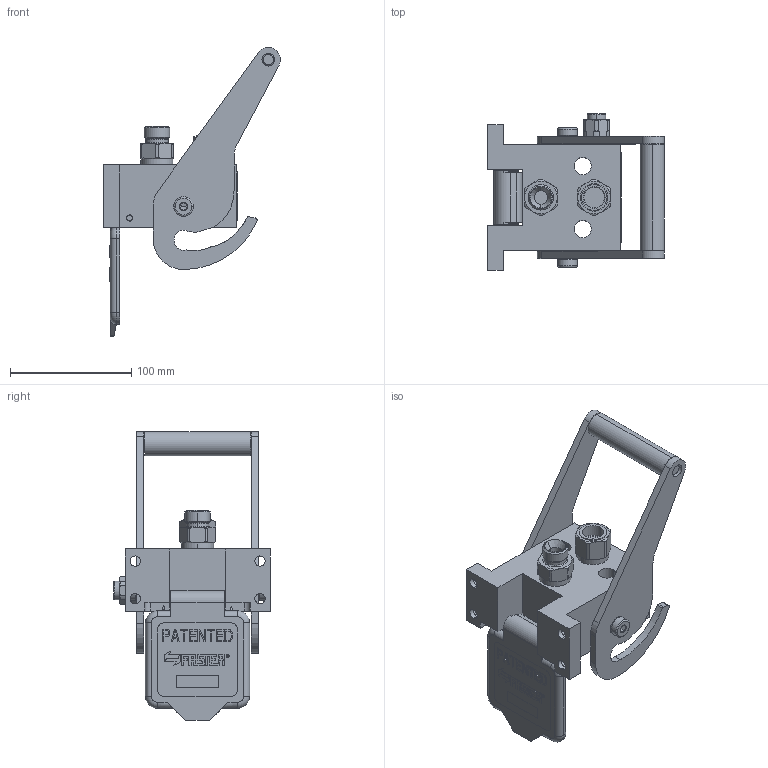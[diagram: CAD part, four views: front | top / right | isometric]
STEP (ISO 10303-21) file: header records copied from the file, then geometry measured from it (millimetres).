
FILE_DESCRIPTION (( 'STEP AP214' ), '1' );
FILE_NAME ('FASTER.step', '2024-11-20T08:36:29', ( '' ), ( '' ), 'SwSTEP 2.0', 'SolidWorks 2017', '' );
FILE_SCHEMA (( 'AUTOMOTIVE_DESIGN' ));
Length unit declared in the file: millimetre
Products named in the file (32): 4830_070_0000_000; 4820_024_2000_010; 4830_001_0005_301; 4820_001_0004_000; 4830_025_0000_000; CURS_MOLLA_38; 4820_024_2000_020; 0048_317_1000_000; 4830_022_0000_000; 4830_026_0000_000; 2ffnb3816_12gf; A_2ffnb38-12gasf; 4820_020_0000_000; or1_5x7_m; 4820_024_2000_000_ASM; 4820_024_2000_000; 4820_001_0001_004; 2ffnb38-12gasf; 4830_013_3000_020; et011; 4132_014_0000_000; 4132_072_0000_300; 020_14_150; 4820_027_0000_000; A_2ffnb3816_12gf; P206_F_BASE; FASTER; 0048_042_0412_000; 4830_001_0005_300; sicura
Assembly tree (34 placements, depth 4):
  FASTER
    P206_F_BASE
      4820_020_0000_000
      4820_001_0004_000
      4820_001_0001_004
      4830_022_0000_000
      4830_070_0000_000
      020_14_150
      4830_001_0005_300
      4830_001_0005_301
      4830_013_3000_020  x2
      0048_317_1000_000  x2
    A_2ffnb3816_12gf
      CURS_MOLLA_38
        4132_072_0000_300
        4132_014_0000_000
      2ffnb3816_12gf
        2ffnb3816_12gf
    A_2ffnb38-12gasf
      CURS_MOLLA_38
        4132_072_0000_300
        4132_014_0000_000
      2ffnb38-12gasf
        2ffnb38-12gasf
    4820_024_2000_000
      4820_024_2000_000_ASM
        4820_024_2000_010
        4820_027_0000_000
        4820_024_2000_020
      sicura
        4830_025_0000_000
        4830_026_0000_000
        or1_5x7_m
        0048_042_0412_000
    et011
Bounding box: 146 x 129.5 x 238.49 mm (x, y, z)
Volume: 126764 mm3; surface area: 177567.9 mm2
Topology: 28 solids, 57 shells, 2602 faces, 6768 edges, 4330 vertices
Faces by surface type: plane 1579, cylinder 506, cone 205, torus 162, bspline 125, sphere 25
Entity records: 112977 total; most frequent: CARTESIAN_POINT 47233, ORIENTED_EDGE 12834, DIRECTION 12022, EDGE_CURVE 6516, VECTOR 4638, LINE 4638, VERTEX_POINT 4201, AXIS2_PLACEMENT_3D 3692
